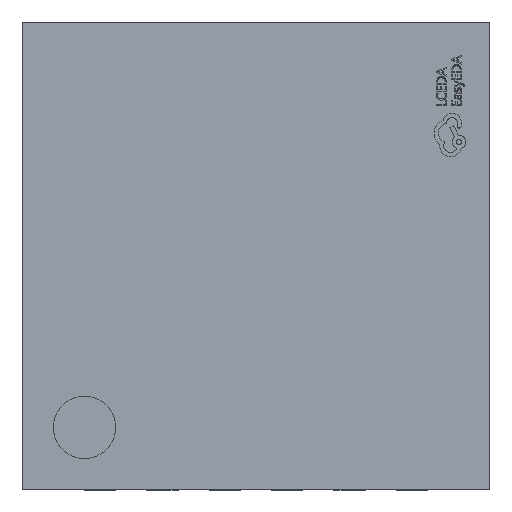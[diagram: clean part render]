
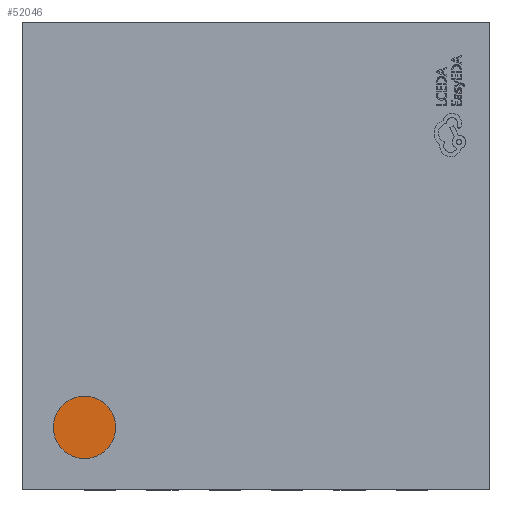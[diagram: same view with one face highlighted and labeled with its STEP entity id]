
A CAD part, top view. The second image highlights one B-rep face of the part: STEP entity #52046.
In plain terms, the highlighted planar face has unit normal (0, 0, 1).
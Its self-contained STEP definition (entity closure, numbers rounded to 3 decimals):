
#28389 = VERTEX_POINT('',#28390);
#28390 = CARTESIAN_POINT('',(-1.1,-0.9,0.88));
#28399 = CYLINDRICAL_SURFACE('',#28400,0.2);
#28400 = AXIS2_PLACEMENT_3D('',#28401,#28402,#28403);
#28401 = CARTESIAN_POINT('',(-1.1,-1.1,0.88));
#28402 = DIRECTION('',(0.,0.,1.));
#28403 = DIRECTION('',(0.,1.,-0.));
#28411 = CYLINDRICAL_SURFACE('',#28412,0.2);
#28412 = AXIS2_PLACEMENT_3D('',#28413,#28414,#28415);
#28413 = CARTESIAN_POINT('',(-1.1,-1.1,0.88));
#28414 = DIRECTION('',(0.,0.,1.));
#28415 = DIRECTION('',(0.,1.,-0.));
#28453 = VERTEX_POINT('',#28454);
#28454 = CARTESIAN_POINT('',(-1.1,-1.3,0.88));
#28475 = EDGE_CURVE('',#28453,#28389,#28476,.T.);
#28476 = SURFACE_CURVE('',#28477,(#28482,#28489),.PCURVE_S1.);
#28477 = CIRCLE('',#28478,0.2);
#28478 = AXIS2_PLACEMENT_3D('',#28479,#28480,#28481);
#28479 = CARTESIAN_POINT('',(-1.1,-1.1,0.88));
#28480 = DIRECTION('',(0.,-0.,1.));
#28481 = DIRECTION('',(0.,1.,0.));
#28482 = PCURVE('',#28399,#28483);
#28483 = DEFINITIONAL_REPRESENTATION('',(#28484),#28488);
#28484 = LINE('',#28485,#28486);
#28485 = CARTESIAN_POINT('',(0.,0.));
#28486 = VECTOR('',#28487,1.);
#28487 = DIRECTION('',(1.,0.));
#28488 = ( GEOMETRIC_REPRESENTATION_CONTEXT(2) 
PARAMETRIC_REPRESENTATION_CONTEXT() REPRESENTATION_CONTEXT('2D SPACE',''
  ) );
#28489 = PCURVE('',#28490,#28495);
#28490 = PLANE('',#28491);
#28491 = AXIS2_PLACEMENT_3D('',#28492,#28493,#28494);
#28492 = CARTESIAN_POINT('',(-1.1,-1.1,0.88));
#28493 = DIRECTION('',(0.,0.,1.));
#28494 = DIRECTION('',(0.,1.,-0.));
#28495 = DEFINITIONAL_REPRESENTATION('',(#28496),#28500);
#28496 = CIRCLE('',#28497,0.2);
#28497 = AXIS2_PLACEMENT_2D('',#28498,#28499);
#28498 = CARTESIAN_POINT('',(0.,0.));
#28499 = DIRECTION('',(1.,0.));
#28500 = ( GEOMETRIC_REPRESENTATION_CONTEXT(2) 
PARAMETRIC_REPRESENTATION_CONTEXT() REPRESENTATION_CONTEXT('2D SPACE',''
  ) );
#51403 = EDGE_CURVE('',#28389,#28453,#51404,.T.);
#51404 = SURFACE_CURVE('',#51405,(#51410,#51417),.PCURVE_S1.);
#51405 = CIRCLE('',#51406,0.2);
#51406 = AXIS2_PLACEMENT_3D('',#51407,#51408,#51409);
#51407 = CARTESIAN_POINT('',(-1.1,-1.1,0.88));
#51408 = DIRECTION('',(0.,-0.,1.));
#51409 = DIRECTION('',(0.,1.,0.));
#51410 = PCURVE('',#28411,#51411);
#51411 = DEFINITIONAL_REPRESENTATION('',(#51412),#51416);
#51412 = LINE('',#51413,#51414);
#51413 = CARTESIAN_POINT('',(0.,0.));
#51414 = VECTOR('',#51415,1.);
#51415 = DIRECTION('',(1.,0.));
#51416 = ( GEOMETRIC_REPRESENTATION_CONTEXT(2) 
PARAMETRIC_REPRESENTATION_CONTEXT() REPRESENTATION_CONTEXT('2D SPACE',''
  ) );
#51417 = PCURVE('',#28490,#51418);
#51418 = DEFINITIONAL_REPRESENTATION('',(#51419),#51423);
#51419 = CIRCLE('',#51420,0.2);
#51420 = AXIS2_PLACEMENT_2D('',#51421,#51422);
#51421 = CARTESIAN_POINT('',(0.,0.));
#51422 = DIRECTION('',(1.,0.));
#51423 = ( GEOMETRIC_REPRESENTATION_CONTEXT(2) 
PARAMETRIC_REPRESENTATION_CONTEXT() REPRESENTATION_CONTEXT('2D SPACE',''
  ) );
#52046 = ADVANCED_FACE('',(#52047),#28490,.T.);
#52047 = FACE_BOUND('',#52048,.T.);
#52048 = EDGE_LOOP('',(#52049,#52050));
#52049 = ORIENTED_EDGE('',*,*,#51403,.T.);
#52050 = ORIENTED_EDGE('',*,*,#28475,.T.);
